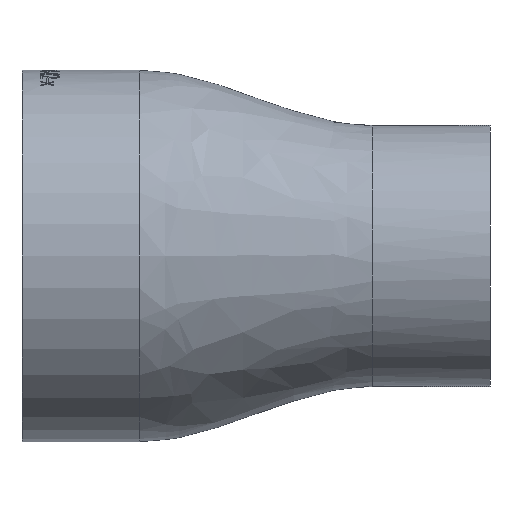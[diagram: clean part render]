
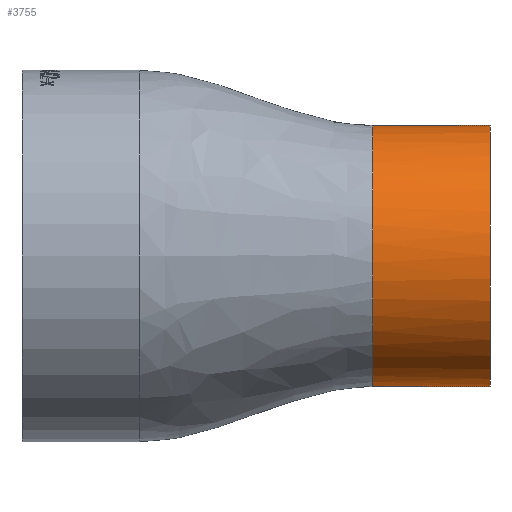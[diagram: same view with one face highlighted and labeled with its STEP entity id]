
A CAD part, front view. The second image highlights one B-rep face of the part: STEP entity #3755.
In plain terms, the highlighted cylindrical face has radius 21.2 mm (diameter 42.4 mm), a full revolution.
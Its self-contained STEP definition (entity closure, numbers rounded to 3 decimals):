
#159 = DIRECTION ( 'NONE',  ( 0., 0., 1. ) ) ;
#691 = CARTESIAN_POINT ( 'NONE',  ( 57., 12.25, -0.585 ) ) ;
#959 = CARTESIAN_POINT ( 'NONE',  ( 57., 12.25, 0. ) ) ;
#1083 = FACE_OUTER_BOUND ( 'NONE', #9315, .T. ) ;
#1123 = VERTEX_POINT ( 'NONE', #5950 ) ;
#1357 = ORIENTED_EDGE ( 'NONE', *, *, #15332, .F. ) ;
#1717 = CIRCLE ( 'NONE', #2726, 21.2 ) ;
#2014 = DIRECTION ( 'NONE',  ( 0., 0., 1. ) ) ;
#2174 = DIRECTION ( 'NONE',  ( -1., 0., 0. ) ) ;
#2622 = CARTESIAN_POINT ( 'NONE',  ( 57., 11.994, 3.444 ) ) ;
#2726 = AXIS2_PLACEMENT_3D ( 'NONE', #11145, #7363, #159 ) ;
#3102 = EDGE_CURVE ( 'NONE', #1123, #1123, #1717, .T. ) ;
#3755 = ADVANCED_FACE ( 'NONE', ( #11910, #1083 ), #13024, .T. ) ;
#4026 = ORIENTED_EDGE ( 'NONE', *, *, #3102, .T. ) ;
#4328 = CARTESIAN_POINT ( 'NONE',  ( 57., -20.651, -21.2 ) ) ;
#5019 = CARTESIAN_POINT ( 'NONE',  ( 57., 12.203, 1.744 ) ) ;
#5176 = AXIS2_PLACEMENT_3D ( 'NONE', #12863, #2174, #2014 ) ;
#5525 = CARTESIAN_POINT ( 'NONE',  ( 57., 12.203, -1.744 ) ) ;
#5607 = CARTESIAN_POINT ( 'NONE',  ( 57., 11.654, -5.1 ) ) ;
#5950 = CARTESIAN_POINT ( 'NONE',  ( 76., -8.95, 21.2 ) ) ;
#6364 = CARTESIAN_POINT ( 'NONE',  ( 57., 8.859, 14.74 ) ) ;
#7363 = DIRECTION ( 'NONE',  ( -1., 0., 0. ) ) ;
#7622 = CARTESIAN_POINT ( 'NONE',  ( 57., 12.25, 0.585 ) ) ;
#8071 = CARTESIAN_POINT ( 'NONE',  ( 57., -30.15, 11.701 ) ) ;
#8275 = B_SPLINE_CURVE_WITH_KNOTS ( 'NONE', 3,
 ( #11518, #691, #5525, #10355, #5607, #9244, #15187, #4328, #15265, #8071, #12879, #13649, #6364, #14761, #2622, #5019, #7622, #15590 ),
 .UNSPECIFIED., .T., .F.,
 ( 4, 1, 1, 1, 1, 2, 2, 2, 1, 1, 1, 1, 4 ),
 ( 0., 0.012, 0.025, 0.038, 0.05, 0.25, 0.5, 0.75, 0.95, 0.963, 0.975, 0.988, 1. ),
 .UNSPECIFIED. ) ;
#9244 = CARTESIAN_POINT ( 'NONE',  ( 57., 8.859, -14.74 ) ) ;
#9315 = EDGE_LOOP ( 'NONE', ( #1357 ) ) ;
#9823 = EDGE_LOOP ( 'NONE', ( #4026 ) ) ;
#10355 = CARTESIAN_POINT ( 'NONE',  ( 57., 11.994, -3.444 ) ) ;
#11145 = CARTESIAN_POINT ( 'NONE',  ( 76., -8.95, 0. ) ) ;
#11518 = CARTESIAN_POINT ( 'NONE',  ( 57., 12.25, 0. ) ) ;
#11910 = FACE_OUTER_BOUND ( 'NONE', #9823, .T. ) ;
#12863 = CARTESIAN_POINT ( 'NONE',  ( 50.827, -8.95, 0. ) ) ;
#12879 = CARTESIAN_POINT ( 'NONE',  ( 57., -20.651, 21.2 ) ) ;
#13024 = CYLINDRICAL_SURFACE ( 'NONE', #5176, 21.2 ) ;
#13649 = CARTESIAN_POINT ( 'NONE',  ( 57., 0.41, 21.2 ) ) ;
#14761 = CARTESIAN_POINT ( 'NONE',  ( 57., 11.654, 5.1 ) ) ;
#15187 = CARTESIAN_POINT ( 'NONE',  ( 57., 0.41, -21.2 ) ) ;
#15265 = CARTESIAN_POINT ( 'NONE',  ( 57., -30.15, -11.701 ) ) ;
#15285 = VERTEX_POINT ( 'NONE', #959 ) ;
#15332 = EDGE_CURVE ( 'NONE', #15285, #15285, #8275, .T. ) ;
#15590 = CARTESIAN_POINT ( 'NONE',  ( 57., 12.25, 0. ) ) ;
